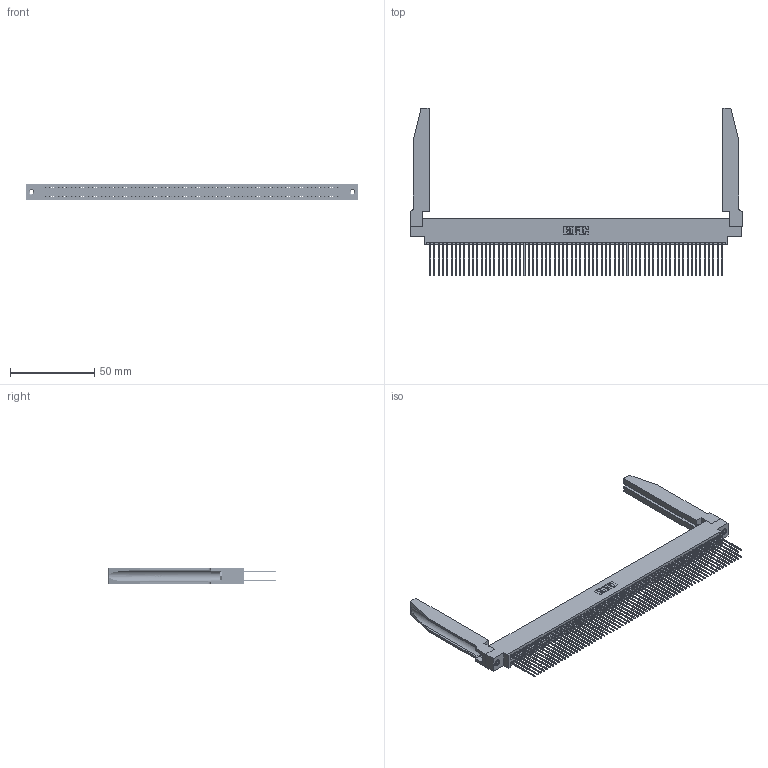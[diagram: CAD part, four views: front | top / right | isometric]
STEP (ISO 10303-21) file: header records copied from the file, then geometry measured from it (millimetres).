
FILE_DESCRIPTION (( 'STEP AP203' ), '1' );
FILE_NAME ('395-138-541-878.STEP', '2019-10-29T20:57:01', ( '' ), ( '' ), 'SwSTEP 2.0', 'SolidWorks 2016', '' );
FILE_SCHEMA (( 'CONFIG_CONTROL_DESIGN' ));
Length unit declared in the file: inch
Products named in the file (5): 395-138-541-878; 345 Part_0.170 Offset - 0.156 Dia-TH; 345-292-001_345-293-141; 345-250-001_345-250-001-102; 345-220-078_345-220-078
Assembly tree (143 placements, depth 2):
  395-138-541-878
    345 Part_0.170 Offset - 0.156 Dia-TH
    345-292-001_345-293-141  x138
    345-250-001_345-250-001-102  x2
    345-220-078_345-220-078  x2
Bounding box: 196.49 x 99.24 x 9.4 mm (x, y, z)
Volume: 27787 mm3; surface area: 40814.5 mm2
Topology: 143 solids, 143 shells, 7264 faces, 21523 edges, 14154 vertices
Faces by surface type: plane 4780, cylinder 2432, bspline 36, cone 12, torus 4
Entity records: 55394 total; most frequent: CARTESIAN_POINT 10179, ORIENTED_EDGE 9010, DIRECTION 7935, EDGE_CURVE 4505, VECTOR 4003, LINE 4003, VERTEX_POINT 2996, AXIS2_PLACEMENT_3D 1966
